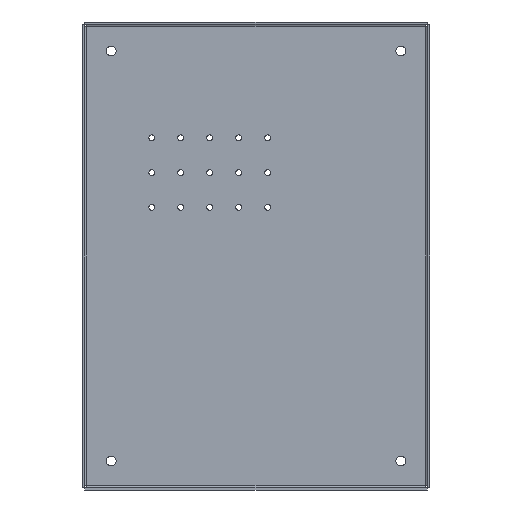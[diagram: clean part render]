
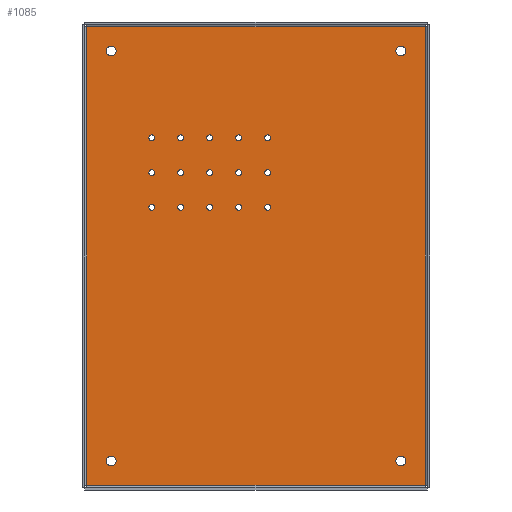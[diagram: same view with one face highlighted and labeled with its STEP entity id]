
A CAD part, front view. The second image highlights one B-rep face of the part: STEP entity #1085.
In plain terms, the highlighted planar face has unit normal (0, -1, 0).
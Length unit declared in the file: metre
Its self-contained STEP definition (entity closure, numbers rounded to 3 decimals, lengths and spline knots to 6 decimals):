
#20=CIRCLE('',#1145,0.0025);
#22=CIRCLE('',#1148,0.0025);
#24=CIRCLE('',#1151,0.0025);
#26=CIRCLE('',#1154,0.0025);
#28=CIRCLE('',#1157,0.0025);
#30=CIRCLE('',#1160,0.0025);
#32=CIRCLE('',#1163,0.0025);
#34=CIRCLE('',#1166,0.0025);
#36=CIRCLE('',#1169,0.0025);
#38=CIRCLE('',#1172,0.0025);
#40=CIRCLE('',#1175,0.00425);
#42=CIRCLE('',#1178,0.00425);
#44=CIRCLE('',#1181,0.00425);
#46=CIRCLE('',#1184,0.0025);
#48=CIRCLE('',#1187,0.0025);
#50=CIRCLE('',#1190,0.0025);
#52=CIRCLE('',#1193,0.0025);
#54=CIRCLE('',#1196,0.0025);
#56=CIRCLE('',#1199,0.00425);
#171=ORIENTED_EDGE('',*,*,#395,.F.);
#172=ORIENTED_EDGE('',*,*,#397,.F.);
#173=ORIENTED_EDGE('',*,*,#399,.F.);
#174=ORIENTED_EDGE('',*,*,#401,.F.);
#175=ORIENTED_EDGE('',*,*,#403,.F.);
#176=ORIENTED_EDGE('',*,*,#405,.F.);
#177=ORIENTED_EDGE('',*,*,#407,.F.);
#178=ORIENTED_EDGE('',*,*,#409,.F.);
#179=ORIENTED_EDGE('',*,*,#411,.F.);
#180=ORIENTED_EDGE('',*,*,#413,.F.);
#181=ORIENTED_EDGE('',*,*,#415,.F.);
#182=ORIENTED_EDGE('',*,*,#417,.F.);
#183=ORIENTED_EDGE('',*,*,#419,.T.);
#184=ORIENTED_EDGE('',*,*,#421,.F.);
#185=ORIENTED_EDGE('',*,*,#423,.F.);
#186=ORIENTED_EDGE('',*,*,#425,.F.);
#187=ORIENTED_EDGE('',*,*,#427,.F.);
#188=ORIENTED_EDGE('',*,*,#429,.F.);
#189=ORIENTED_EDGE('',*,*,#433,.F.);
#190=ORIENTED_EDGE('',*,*,#434,.F.);
#191=ORIENTED_EDGE('',*,*,#435,.T.);
#192=ORIENTED_EDGE('',*,*,#436,.T.);
#193=ORIENTED_EDGE('',*,*,#431,.T.);
#395=EDGE_CURVE('',#527,#527,#20,.T.);
#397=EDGE_CURVE('',#529,#529,#22,.T.);
#399=EDGE_CURVE('',#531,#531,#24,.T.);
#401=EDGE_CURVE('',#533,#533,#26,.T.);
#403=EDGE_CURVE('',#535,#535,#28,.T.);
#405=EDGE_CURVE('',#537,#537,#30,.T.);
#407=EDGE_CURVE('',#539,#539,#32,.T.);
#409=EDGE_CURVE('',#541,#541,#34,.T.);
#411=EDGE_CURVE('',#543,#543,#36,.T.);
#413=EDGE_CURVE('',#545,#545,#38,.T.);
#415=EDGE_CURVE('',#547,#547,#40,.T.);
#417=EDGE_CURVE('',#549,#549,#42,.T.);
#419=EDGE_CURVE('',#551,#551,#44,.F.);
#421=EDGE_CURVE('',#553,#553,#46,.T.);
#423=EDGE_CURVE('',#555,#555,#48,.T.);
#425=EDGE_CURVE('',#557,#557,#50,.T.);
#427=EDGE_CURVE('',#559,#559,#52,.T.);
#429=EDGE_CURVE('',#561,#561,#54,.T.);
#431=EDGE_CURVE('',#563,#563,#56,.F.);
#433=EDGE_CURVE('',#565,#566,#627,.T.);
#434=EDGE_CURVE('',#567,#565,#628,.F.);
#435=EDGE_CURVE('',#567,#568,#629,.T.);
#436=EDGE_CURVE('',#568,#566,#630,.T.);
#527=VERTEX_POINT('',#1620);
#529=VERTEX_POINT('',#1625);
#531=VERTEX_POINT('',#1630);
#533=VERTEX_POINT('',#1635);
#535=VERTEX_POINT('',#1640);
#537=VERTEX_POINT('',#1645);
#539=VERTEX_POINT('',#1650);
#541=VERTEX_POINT('',#1655);
#543=VERTEX_POINT('',#1660);
#545=VERTEX_POINT('',#1665);
#547=VERTEX_POINT('',#1670);
#549=VERTEX_POINT('',#1675);
#551=VERTEX_POINT('',#1680);
#553=VERTEX_POINT('',#1685);
#555=VERTEX_POINT('',#1690);
#557=VERTEX_POINT('',#1695);
#559=VERTEX_POINT('',#1700);
#561=VERTEX_POINT('',#1705);
#563=VERTEX_POINT('',#1710);
#565=VERTEX_POINT('',#1715);
#566=VERTEX_POINT('',#1716);
#567=VERTEX_POINT('',#1718);
#568=VERTEX_POINT('',#1720);
#627=LINE('',#1714,#711);
#628=LINE('',#1717,#712);
#629=LINE('',#1719,#713);
#630=LINE('',#1721,#714);
#711=VECTOR('',#1406,1.);
#712=VECTOR('',#1407,1.);
#713=VECTOR('',#1408,1.);
#714=VECTOR('',#1409,1.);
#822=EDGE_LOOP('',(#171));
#823=EDGE_LOOP('',(#172));
#824=EDGE_LOOP('',(#173));
#825=EDGE_LOOP('',(#174));
#826=EDGE_LOOP('',(#175));
#827=EDGE_LOOP('',(#176));
#828=EDGE_LOOP('',(#177));
#829=EDGE_LOOP('',(#178));
#830=EDGE_LOOP('',(#179));
#831=EDGE_LOOP('',(#180));
#832=EDGE_LOOP('',(#181));
#833=EDGE_LOOP('',(#182));
#834=EDGE_LOOP('',(#183));
#835=EDGE_LOOP('',(#184));
#836=EDGE_LOOP('',(#185));
#837=EDGE_LOOP('',(#186));
#838=EDGE_LOOP('',(#187));
#839=EDGE_LOOP('',(#188));
#840=EDGE_LOOP('',(#189,#190,#191,#192));
#841=EDGE_LOOP('',(#193));
#944=FACE_BOUND('',#822,.T.);
#945=FACE_BOUND('',#823,.T.);
#946=FACE_BOUND('',#824,.T.);
#947=FACE_BOUND('',#825,.T.);
#948=FACE_BOUND('',#826,.T.);
#949=FACE_BOUND('',#827,.T.);
#950=FACE_BOUND('',#828,.T.);
#951=FACE_BOUND('',#829,.T.);
#952=FACE_BOUND('',#830,.T.);
#953=FACE_BOUND('',#831,.T.);
#954=FACE_BOUND('',#832,.T.);
#955=FACE_BOUND('',#833,.T.);
#956=FACE_BOUND('',#834,.T.);
#957=FACE_BOUND('',#835,.T.);
#958=FACE_BOUND('',#836,.T.);
#959=FACE_BOUND('',#837,.T.);
#960=FACE_BOUND('',#838,.T.);
#961=FACE_BOUND('',#839,.T.);
#962=FACE_BOUND('',#840,.T.);
#963=FACE_BOUND('',#841,.T.);
#1028=PLANE('',#1201);
#1085=ADVANCED_FACE('',(#944,#945,#946,#947,#948,#949,#950,#951,#952,#953,
#954,#955,#956,#957,#958,#959,#960,#961,#962,#963),#1028,.T.);
#1145=AXIS2_PLACEMENT_3D('',#1619,#1292,#1293);
#1148=AXIS2_PLACEMENT_3D('',#1624,#1298,#1299);
#1151=AXIS2_PLACEMENT_3D('',#1629,#1304,#1305);
#1154=AXIS2_PLACEMENT_3D('',#1634,#1310,#1311);
#1157=AXIS2_PLACEMENT_3D('',#1639,#1316,#1317);
#1160=AXIS2_PLACEMENT_3D('',#1644,#1322,#1323);
#1163=AXIS2_PLACEMENT_3D('',#1649,#1328,#1329);
#1166=AXIS2_PLACEMENT_3D('',#1654,#1334,#1335);
#1169=AXIS2_PLACEMENT_3D('',#1659,#1340,#1341);
#1172=AXIS2_PLACEMENT_3D('',#1664,#1346,#1347);
#1175=AXIS2_PLACEMENT_3D('',#1669,#1352,#1353);
#1178=AXIS2_PLACEMENT_3D('',#1674,#1358,#1359);
#1181=AXIS2_PLACEMENT_3D('',#1679,#1364,#1365);
#1184=AXIS2_PLACEMENT_3D('',#1684,#1370,#1371);
#1187=AXIS2_PLACEMENT_3D('',#1689,#1376,#1377);
#1190=AXIS2_PLACEMENT_3D('',#1694,#1382,#1383);
#1193=AXIS2_PLACEMENT_3D('',#1699,#1388,#1389);
#1196=AXIS2_PLACEMENT_3D('',#1704,#1394,#1395);
#1199=AXIS2_PLACEMENT_3D('',#1709,#1400,#1401);
#1201=AXIS2_PLACEMENT_3D('',#1713,#1404,#1405);
#1292=DIRECTION('',(0.,-1.,0.));
#1293=DIRECTION('',(0.,0.,-1.));
#1298=DIRECTION('',(0.,-1.,0.));
#1299=DIRECTION('',(0.,0.,-1.));
#1304=DIRECTION('',(0.,-1.,0.));
#1305=DIRECTION('',(0.,0.,-1.));
#1310=DIRECTION('',(0.,-1.,0.));
#1311=DIRECTION('',(0.,0.,-1.));
#1316=DIRECTION('',(0.,-1.,0.));
#1317=DIRECTION('',(0.,0.,-1.));
#1322=DIRECTION('',(0.,-1.,0.));
#1323=DIRECTION('',(0.,0.,-1.));
#1328=DIRECTION('',(0.,-1.,0.));
#1329=DIRECTION('',(0.,0.,-1.));
#1334=DIRECTION('',(0.,-1.,0.));
#1335=DIRECTION('',(0.,0.,-1.));
#1340=DIRECTION('',(0.,-1.,0.));
#1341=DIRECTION('',(0.,0.,-1.));
#1346=DIRECTION('',(0.,-1.,0.));
#1347=DIRECTION('',(0.,0.,-1.));
#1352=DIRECTION('',(0.,-1.,0.));
#1353=DIRECTION('',(0.,0.,-1.));
#1358=DIRECTION('',(0.,-1.,0.));
#1359=DIRECTION('',(0.,0.,-1.));
#1364=DIRECTION('',(0.,-1.,0.));
#1365=DIRECTION('',(0.,0.,-1.));
#1370=DIRECTION('',(0.,-1.,0.));
#1371=DIRECTION('',(0.,0.,-1.));
#1376=DIRECTION('',(0.,-1.,0.));
#1377=DIRECTION('',(0.,0.,-1.));
#1382=DIRECTION('',(0.,-1.,0.));
#1383=DIRECTION('',(0.,0.,-1.));
#1388=DIRECTION('',(0.,-1.,0.));
#1389=DIRECTION('',(0.,0.,-1.));
#1394=DIRECTION('',(0.,-1.,0.));
#1395=DIRECTION('',(0.,0.,-1.));
#1400=DIRECTION('',(0.,-1.,0.));
#1401=DIRECTION('',(0.,0.,-1.));
#1404=DIRECTION('',(0.,-1.,0.));
#1405=DIRECTION('',(0.,0.,-1.));
#1406=DIRECTION('',(1.,0.,0.));
#1407=DIRECTION('',(0.,0.,-1.));
#1408=DIRECTION('',(1.,0.,0.));
#1409=DIRECTION('',(0.,0.,1.));
#1619=CARTESIAN_POINT('',(0.09,0.198,0.302));
#1620=CARTESIAN_POINT('',(0.09,0.198,0.2995));
#1624=CARTESIAN_POINT('',(0.09,0.198,0.272));
#1625=CARTESIAN_POINT('',(0.09,0.198,0.2695));
#1629=CARTESIAN_POINT('',(0.09,0.198,0.242));
#1630=CARTESIAN_POINT('',(0.09,0.198,0.2395));
#1634=CARTESIAN_POINT('',(0.14,0.198,0.302));
#1635=CARTESIAN_POINT('',(0.14,0.198,0.2995));
#1639=CARTESIAN_POINT('',(0.04,0.198,0.242));
#1640=CARTESIAN_POINT('',(0.04,0.198,0.2395));
#1644=CARTESIAN_POINT('',(0.065,0.198,0.302));
#1645=CARTESIAN_POINT('',(0.065,0.198,0.2995));
#1649=CARTESIAN_POINT('',(0.065,0.198,0.272));
#1650=CARTESIAN_POINT('',(0.065,0.198,0.2695));
#1654=CARTESIAN_POINT('',(0.065,0.198,0.242));
#1655=CARTESIAN_POINT('',(0.065,0.198,0.2395));
#1659=CARTESIAN_POINT('',(0.115,0.198,0.302));
#1660=CARTESIAN_POINT('',(0.115,0.198,0.2995));
#1664=CARTESIAN_POINT('',(0.115,0.198,0.272));
#1665=CARTESIAN_POINT('',(0.115,0.198,0.2695));
#1669=CARTESIAN_POINT('',(0.255,0.198,0.377));
#1670=CARTESIAN_POINT('',(0.255,0.198,0.37275));
#1674=CARTESIAN_POINT('',(0.005,0.198,0.377));
#1675=CARTESIAN_POINT('',(0.005,0.198,0.37275));
#1679=CARTESIAN_POINT('',(0.005,0.198,0.023));
#1680=CARTESIAN_POINT('',(0.005,0.198,0.01875));
#1684=CARTESIAN_POINT('',(0.04,0.198,0.302));
#1685=CARTESIAN_POINT('',(0.04,0.198,0.2995));
#1689=CARTESIAN_POINT('',(0.04,0.198,0.272));
#1690=CARTESIAN_POINT('',(0.04,0.198,0.2695));
#1694=CARTESIAN_POINT('',(0.14,0.198,0.272));
#1695=CARTESIAN_POINT('',(0.14,0.198,0.2695));
#1699=CARTESIAN_POINT('',(0.14,0.198,0.242));
#1700=CARTESIAN_POINT('',(0.14,0.198,0.2395));
#1704=CARTESIAN_POINT('',(0.115,0.198,0.242));
#1705=CARTESIAN_POINT('',(0.115,0.198,0.2395));
#1709=CARTESIAN_POINT('',(0.255,0.198,0.023));
#1710=CARTESIAN_POINT('',(0.255,0.198,0.01875));
#1713=CARTESIAN_POINT('',(0.072276,0.198,0.));
#1714=CARTESIAN_POINT('',(0.072276,0.198,0.398));
#1715=CARTESIAN_POINT('',(-0.016,0.198,0.398));
#1716=CARTESIAN_POINT('',(0.276,0.198,0.398));
#1717=CARTESIAN_POINT('',(-0.016,0.198,0.));
#1718=CARTESIAN_POINT('',(-0.016,0.198,0.002));
#1719=CARTESIAN_POINT('',(0.072276,0.198,0.002));
#1720=CARTESIAN_POINT('',(0.276,0.198,0.002));
#1721=CARTESIAN_POINT('',(0.276,0.198,0.));
